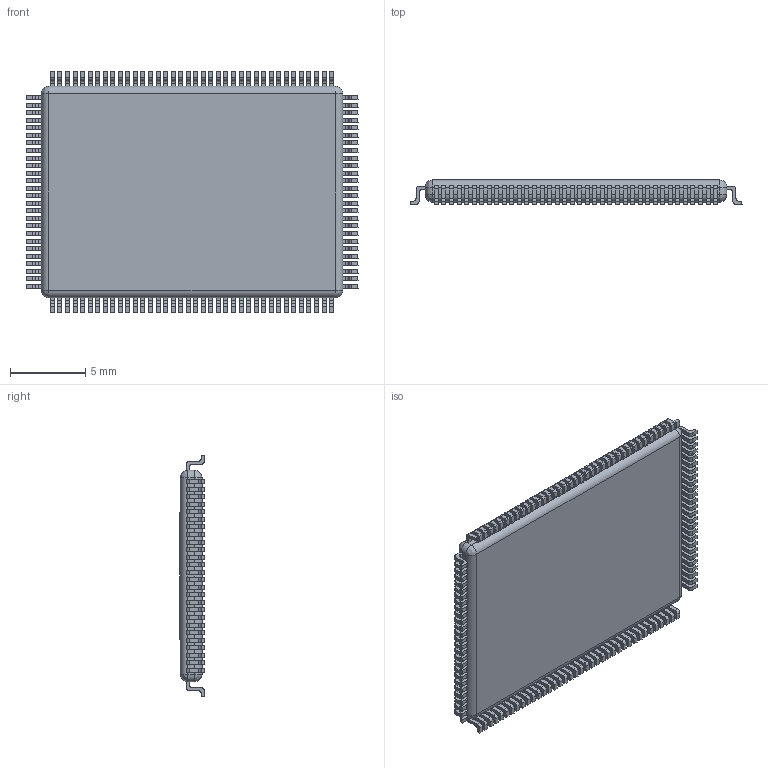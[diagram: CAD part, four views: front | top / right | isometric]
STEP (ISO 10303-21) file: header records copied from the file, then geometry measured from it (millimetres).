
FILE_DESCRIPTION (( 'STEP AP214' ), '1' );
FILE_NAME ('Q128.14x20B.STEP', '2021-06-09T10:45:23', ( '' ), ( '' ), 'SwSTEP 2.0', 'SolidWorks 2019', '' );
FILE_SCHEMA (( 'AUTOMOTIVE_DESIGN' ));
Length unit declared in the file: millimetre
Products named in the file (3): Q128.14x20B; Q128.14x20B-pin
Assembly tree (129 placements, depth 2):
  Q128.14x20B
    Q128.14x20B
    Q128.14x20B-pin  x128
Bounding box: 22 x 1.64 x 16 mm (x, y, z)
Volume: 415.9 mm3; surface area: 872 mm2
Topology: 129 solids, 129 shells, 1826 faces, 4682 edges, 3108 vertices
Faces by surface type: plane 1292, cylinder 526, bspline 8
Entity records: 3012 total; most frequent: DIRECTION 482, CARTESIAN_POINT 462, AXIS2_PLACEMENT_3D 208, ORIENTED_EDGE 204, PRODUCT_DEFINITION_SHAPE 132, ITEM_DEFINED_TRANSFORMATION 129, CONTEXT_DEPENDENT_SHAPE_REPRESENTATION 129, NEXT_ASSEMBLY_USAGE_OCCURRENCE 129
